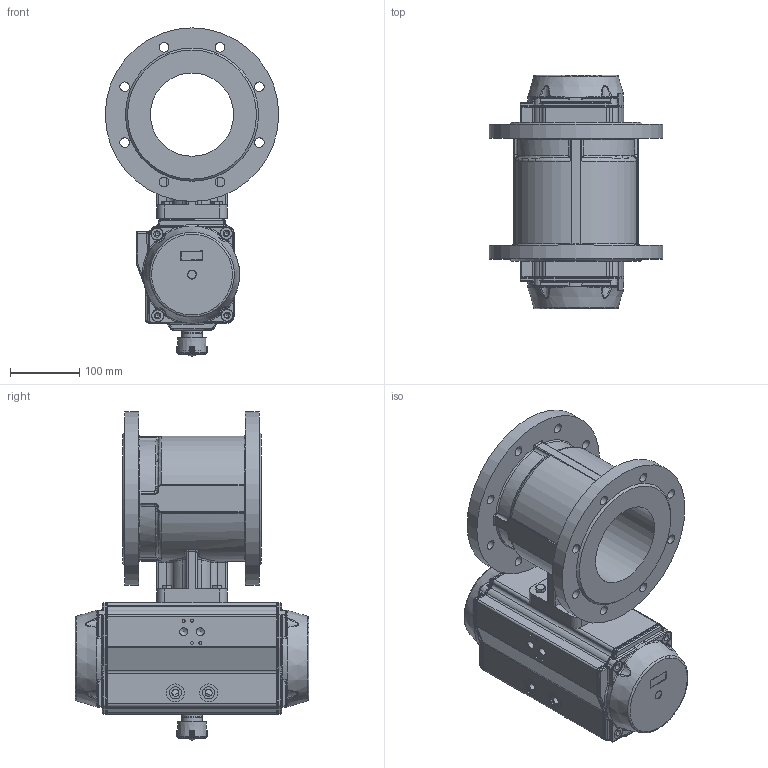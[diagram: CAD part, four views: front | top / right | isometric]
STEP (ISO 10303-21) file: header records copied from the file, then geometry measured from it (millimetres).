
FILE_DESCRIPTION(/* description */ ('Unknown'),/* implementation_level */ '2;1');
FILE_NAME(/* name */ 'PD080909-13GW',/* time_stamp */ '2025-02-06T12:46:23+01:00',/* author */ ('Unknown'),/* organization */ ('Unknown'),/* preprocessor_version */ 'ST-DEVELOPER v19.4',/* originating_system */ 'Solid Edge',/* authorisation */ 'Unknown');
FILE_SCHEMA (('AUTOMOTIVE_DESIGN {1 0 10303 214 3 1 1}'));
Products named in the file (13): PD080909-13GW; DIN 933 M8x35 A2-70 BLK_EDST; PD08_PE07; VTE125埴詰; vt125-2016-06-25; vt125-2016-06-25   酘傷裔_MIR; VT125-03-01   活塞; VT125-3 粣; Optische Anzeige; ______; ________(___________; cup head nib bolts with large head gb_GB_FASTENER_BOLT_CHNBW M6X25-N; 4.150_160.125
Assembly tree (19 placements, depth 4):
  PD080909-13GW
    DIN 933 M8x35 A2-70 BLK_EDST  x4
    PD08_PE07
      VTE125埴詰
      vt125-2016-06-25
      vt125-2016-06-25   酘傷裔_MIR
      VT125-03-01   活塞  x2
      VT125-3 粣
      Optische Anzeige
        ______
        ________(___________  x4
        cup head nib bolts with large head gb_GB_FASTENER_BOLT_CHNBW M6X25-N
    4.150_160.125
Bounding box: 250 x 337 x 473 mm (x, y, z)
Volume: 7430138.2 mm3; surface area: 1043276 mm2
Topology: 18 solids, 18 shells, 3414 faces, 8502 edges, 5191 vertices
Faces by surface type: cylinder 942, plane 879, bspline 755, torus 548, cone 237, sphere 53
Full cylindrical faces by diameter (mm): 3 x16, 3.3 x8, 4.134 x8, 4.66 x1, 4.917 x1, 6 x1, 6.2 x1, 6.647 x12, 7 x1, 8 x4, 8.376 x4, 10 x4, 10.106 x2, 11.445 x2, 13 x6, 13.835 x16, 17 x8, 17.5 x2, 25 x1, 26 x2, 26.4 x1, 28.2 x1, 29 x1, 30 x5, 38.5 x1, 40 x2, 41 x1, 47.4 x1, 49 x1, 50 x1
Entity records: 109903 total; most frequent: CARTESIAN_POINT 52354, ORIENTED_EDGE 12246, DIRECTION 10056, EDGE_CURVE 6123, AXIS2_PLACEMENT_3D 3994, VERTEX_POINT 3929, FACE_BOUND 3068, EDGE_LOOP 3046
